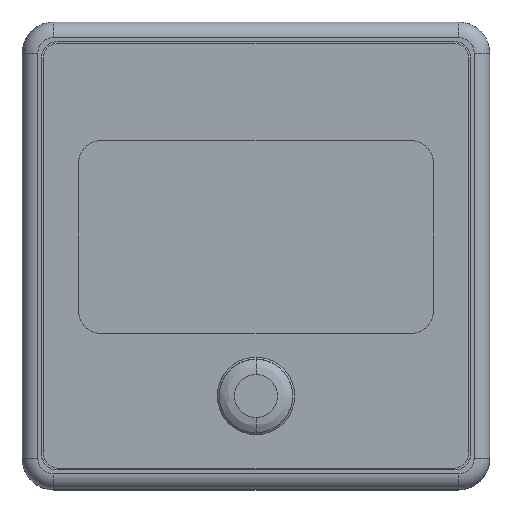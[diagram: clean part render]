
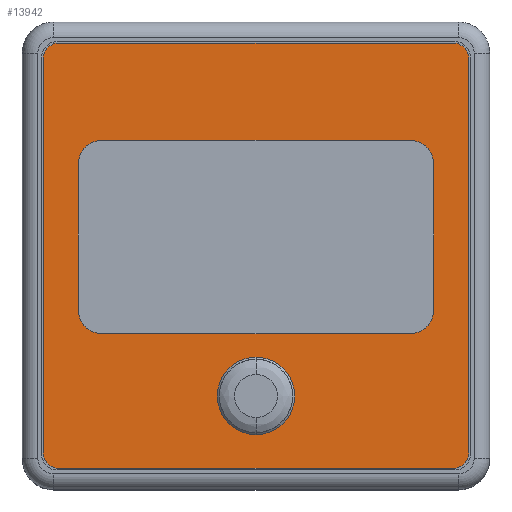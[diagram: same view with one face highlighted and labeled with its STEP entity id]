
A CAD part, top view. The second image highlights one B-rep face of the part: STEP entity #13942.
In plain terms, the highlighted planar face has unit normal (0, 0, 1).
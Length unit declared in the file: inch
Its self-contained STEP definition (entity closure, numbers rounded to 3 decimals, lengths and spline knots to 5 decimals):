
#5382=CARTESIAN_POINT('',(0.49803,0.49803,
0.80709));
#5383=DIRECTION('',(0.,0.,1.));
#5384=DIRECTION('',(1.,0.,0.));
#5385=AXIS2_PLACEMENT_3D('',#5382,#5383,#5384);
#5387=DIRECTION('',(0.,1.,0.));
#5388=VECTOR('',#5387,0.99606);
#5389=CARTESIAN_POINT('',(0.5374,-0.49803,
0.80709));
#5390=LINE('',#5389,#5388);
#5391=CARTESIAN_POINT('',(0.49803,-0.49803,
0.80709));
#5392=DIRECTION('',(0.,0.,1.));
#5393=DIRECTION('',(0.,-1.,0.));
#5394=AXIS2_PLACEMENT_3D('',#5391,#5392,#5393);
#5396=DIRECTION('',(1.,0.,0.));
#5397=VECTOR('',#5396,0.99606);
#5398=CARTESIAN_POINT('',(-0.49803,-0.5374,
0.80709));
#5399=LINE('',#5398,#5397);
#5400=CARTESIAN_POINT('',(-0.49803,-0.49803,
0.80709));
#5401=DIRECTION('',(0.,0.,1.));
#5402=DIRECTION('',(-1.,0.,0.));
#5403=AXIS2_PLACEMENT_3D('',#5400,#5401,#5402);
#5405=DIRECTION('',(0.,-1.,0.));
#5406=VECTOR('',#5405,0.99606);
#5407=CARTESIAN_POINT('',(-0.5374,0.49803,
0.80709));
#5408=LINE('',#5407,#5406);
#5409=CARTESIAN_POINT('',(-0.49803,0.49803,
0.80709));
#5410=DIRECTION('',(0.,0.,1.));
#5411=DIRECTION('',(0.,1.,0.));
#5412=AXIS2_PLACEMENT_3D('',#5409,#5410,#5411);
#5414=DIRECTION('',(-1.,0.,0.));
#5415=VECTOR('',#5414,0.99606);
#5416=CARTESIAN_POINT('',(0.49803,0.5374,
0.80709));
#5417=LINE('',#5416,#5415);
#5418=CARTESIAN_POINT('',(0.,-0.35433,0.80709));
#5419=DIRECTION('',(0.,0.,1.));
#5420=DIRECTION('',(0.,1.,0.));
#5421=AXIS2_PLACEMENT_3D('',#5418,#5419,#5420);
#5423=CARTESIAN_POINT('',(0.,-0.35433,0.80709));
#5424=DIRECTION('',(0.,0.,-1.));
#5425=DIRECTION('',(0.,1.,0.));
#5426=AXIS2_PLACEMENT_3D('',#5423,#5424,#5425);
#5428=DIRECTION('',(-1.,0.,0.));
#5429=VECTOR('',#5428,0.77953);
#5430=CARTESIAN_POINT('',(0.38976,0.29134,
0.80709));
#5431=LINE('',#5430,#5429);
#5432=DIRECTION('',(0.,-1.,0.));
#5433=VECTOR('',#5432,0.37008);
#5434=CARTESIAN_POINT('',(-0.44882,0.23228,
0.80709));
#5435=LINE('',#5434,#5433);
#5436=DIRECTION('',(1.,0.,0.));
#5437=VECTOR('',#5436,0.77953);
#5438=CARTESIAN_POINT('',(-0.38976,-0.19685,
0.80709));
#5439=LINE('',#5438,#5437);
#5440=DIRECTION('',(0.,1.,0.));
#5441=VECTOR('',#5440,0.37008);
#5442=CARTESIAN_POINT('',(0.44882,-0.1378,
0.80709));
#5443=LINE('',#5442,#5441);
#5510=CARTESIAN_POINT('',(0.38976,0.23228,
0.80709));
#5511=DIRECTION('',(0.,0.,-1.));
#5512=DIRECTION('',(0.,1.,0.));
#5513=AXIS2_PLACEMENT_3D('',#5510,#5511,#5512);
#5523=CARTESIAN_POINT('',(0.38976,-0.1378,
0.80709));
#5524=DIRECTION('',(0.,0.,-1.));
#5525=DIRECTION('',(1.,0.,0.));
#5526=AXIS2_PLACEMENT_3D('',#5523,#5524,#5525);
#5536=CARTESIAN_POINT('',(-0.38976,-0.1378,
0.80709));
#5537=DIRECTION('',(0.,0.,-1.));
#5538=DIRECTION('',(0.,-1.,0.));
#5539=AXIS2_PLACEMENT_3D('',#5536,#5537,#5538);
#5549=CARTESIAN_POINT('',(-0.38976,0.23228,
0.80709));
#5550=DIRECTION('',(0.,0.,-1.));
#5551=DIRECTION('',(-1.,0.,0.));
#5552=AXIS2_PLACEMENT_3D('',#5549,#5550,#5551);
#8376=CARTESIAN_POINT('',(0.5374,0.49803,
0.80709));
#8377=CARTESIAN_POINT('',(0.49803,0.5374,
0.80709));
#8378=VERTEX_POINT('',#8376);
#8379=VERTEX_POINT('',#8377);
#8380=CARTESIAN_POINT('',(-0.49803,0.5374,
0.80709));
#8381=CARTESIAN_POINT('',(-0.5374,0.49803,
0.80709));
#8382=VERTEX_POINT('',#8380);
#8383=VERTEX_POINT('',#8381);
#8384=CARTESIAN_POINT('',(-0.5374,-0.49803,
0.80709));
#8385=CARTESIAN_POINT('',(-0.49803,-0.5374,
0.80709));
#8386=VERTEX_POINT('',#8384);
#8387=VERTEX_POINT('',#8385);
#8388=CARTESIAN_POINT('',(0.49803,-0.5374,
0.80709));
#8389=CARTESIAN_POINT('',(0.5374,-0.49803,
0.80709));
#8390=VERTEX_POINT('',#8388);
#8391=VERTEX_POINT('',#8389);
#8393=CARTESIAN_POINT('',(0.44882,0.23228,
0.80709));
#8395=VERTEX_POINT('',#8393);
#8398=CARTESIAN_POINT('',(0.38976,0.29134,
0.80709));
#8399=VERTEX_POINT('',#8398);
#8401=CARTESIAN_POINT('',(-0.38976,0.29134,
0.80709));
#8403=VERTEX_POINT('',#8401);
#8406=CARTESIAN_POINT('',(-0.44882,0.23228,
0.80709));
#8407=VERTEX_POINT('',#8406);
#8409=CARTESIAN_POINT('',(0.38976,-0.19685,
0.80709));
#8411=VERTEX_POINT('',#8409);
#8414=CARTESIAN_POINT('',(0.44882,-0.1378,
0.80709));
#8415=VERTEX_POINT('',#8414);
#8417=CARTESIAN_POINT('',(-0.44882,-0.1378,
0.80709));
#8419=VERTEX_POINT('',#8417);
#8422=CARTESIAN_POINT('',(-0.38976,-0.19685,
0.80709));
#8423=VERTEX_POINT('',#8422);
#8425=CARTESIAN_POINT('',(0.,-0.25644,0.80709));
#8427=VERTEX_POINT('',#8425);
#8429=CARTESIAN_POINT('',(0.,-0.45223,0.80709));
#8431=VERTEX_POINT('',#8429);
#13903=CARTESIAN_POINT('',(0.,0.,0.80709));
#13904=DIRECTION('',(0.,0.,1.));
#13905=DIRECTION('',(1.,0.,0.));
#13906=AXIS2_PLACEMENT_3D('',#13903,#13904,#13905);
#13907=PLANE('',#13906);
#13908=ORIENTED_EDGE('',*,*,#13842,.F.);
#13909=ORIENTED_EDGE('',*,*,#13856,.F.);
#13910=ORIENTED_EDGE('',*,*,#13870,.F.);
#13911=ORIENTED_EDGE('',*,*,#13884,.F.);
#13912=ORIENTED_EDGE('',*,*,#13897,.F.);
#13913=ORIENTED_EDGE('',*,*,#13799,.F.);
#13914=ORIENTED_EDGE('',*,*,#13814,.F.);
#13915=ORIENTED_EDGE('',*,*,#13828,.F.);
#13916=EDGE_LOOP('',(#13908,#13909,#13910,#13911,#13912,#13913,#13914,#13915));
#13917=FACE_OUTER_BOUND('',#13916,.F.);
#13919=ORIENTED_EDGE('',*,*,#13918,.T.);
#13921=ORIENTED_EDGE('',*,*,#13920,.F.);
#13922=EDGE_LOOP('',(#13919,#13921));
#13923=FACE_BOUND('',#13922,.F.);
#13925=ORIENTED_EDGE('',*,*,#13924,.T.);
#13927=ORIENTED_EDGE('',*,*,#13926,.F.);
#13929=ORIENTED_EDGE('',*,*,#13928,.T.);
#13931=ORIENTED_EDGE('',*,*,#13930,.F.);
#13933=ORIENTED_EDGE('',*,*,#13932,.T.);
#13935=ORIENTED_EDGE('',*,*,#13934,.F.);
#13937=ORIENTED_EDGE('',*,*,#13936,.T.);
#13939=ORIENTED_EDGE('',*,*,#13938,.F.);
#13940=EDGE_LOOP('',(#13925,#13927,#13929,#13931,#13933,#13935,#13937,#13939));
#13941=FACE_BOUND('',#13940,.F.);
#13942=ADVANCED_FACE('',(#13917,#13923,#13941),#13907,.T.);
#5386=CIRCLE('',#5385,0.03937);
#5395=CIRCLE('',#5394,0.03937);
#5404=CIRCLE('',#5403,0.03937);
#5413=CIRCLE('',#5412,0.03937);
#5422=CIRCLE('',#5421,0.0979);
#5427=CIRCLE('',#5426,0.0979);
#5514=CIRCLE('',#5513,0.05906);
#5527=CIRCLE('',#5526,0.05906);
#5540=CIRCLE('',#5539,0.05906);
#5553=CIRCLE('',#5552,0.05906);
#13799=EDGE_CURVE('',#8383,#8386,#5408,.T.);
#13814=EDGE_CURVE('',#8382,#8383,#5413,.T.);
#13828=EDGE_CURVE('',#8379,#8382,#5417,.T.);
#13842=EDGE_CURVE('',#8378,#8379,#5386,.T.);
#13856=EDGE_CURVE('',#8391,#8378,#5390,.T.);
#13870=EDGE_CURVE('',#8390,#8391,#5395,.T.);
#13884=EDGE_CURVE('',#8387,#8390,#5399,.T.);
#13897=EDGE_CURVE('',#8386,#8387,#5404,.T.);
#13918=EDGE_CURVE('',#8427,#8431,#5422,.T.);
#13920=EDGE_CURVE('',#8427,#8431,#5427,.T.);
#13924=EDGE_CURVE('',#8399,#8403,#5431,.T.);
#13926=EDGE_CURVE('',#8407,#8403,#5553,.T.);
#13928=EDGE_CURVE('',#8407,#8419,#5435,.T.);
#13930=EDGE_CURVE('',#8423,#8419,#5540,.T.);
#13932=EDGE_CURVE('',#8423,#8411,#5439,.T.);
#13934=EDGE_CURVE('',#8415,#8411,#5527,.T.);
#13936=EDGE_CURVE('',#8415,#8395,#5443,.T.);
#13938=EDGE_CURVE('',#8399,#8395,#5514,.T.);
